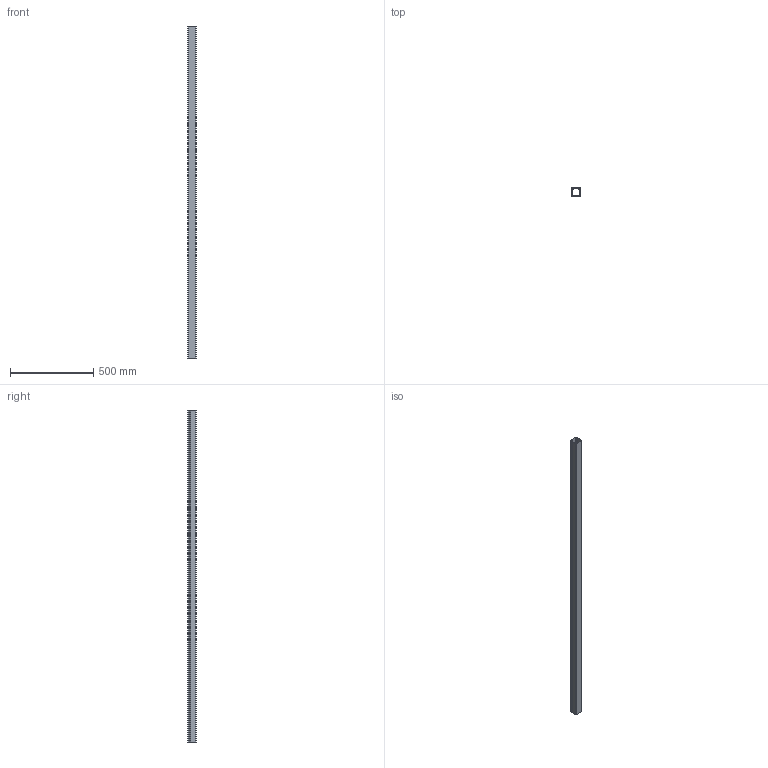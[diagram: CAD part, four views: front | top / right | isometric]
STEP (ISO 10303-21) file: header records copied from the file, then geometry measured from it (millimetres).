
FILE_DESCRIPTION (( 'STEP AP214' ), '1' );
FILE_NAME ('6178585.STEP', '2016-08-08T12:40:07', ( '' ), ( '' ), 'SwSTEP 2.0', 'SolidWorks 2014', '' );
FILE_SCHEMA (( 'AUTOMOTIVE_DESIGN' ));
Length unit declared in the file: millimetre
Products named in the file (3): Oberteil_LKV_D50_halogenfrei; 6178585; Unterteil_oVorspannung
Assembly tree (2 placements, depth 2):
  6178585
    Unterteil_oVorspannung
    Oberteil_LKV_D50_halogenfrei
Bounding box: 50 x 50.1 x 2000 mm (x, y, z)
Volume: 670672.6 mm3; surface area: 855440.8 mm2
Topology: 2 solids, 2 shells, 57 faces, 159 edges, 106 vertices
Faces by surface type: plane 34, cylinder 23
Entity records: 2510 total; most frequent: DIRECTION 329, CARTESIAN_POINT 327, ORIENTED_EDGE 318, EDGE_CURVE 159, VECTOR 113, LINE 113, AXIS2_PLACEMENT_3D 108, VERTEX_POINT 106
